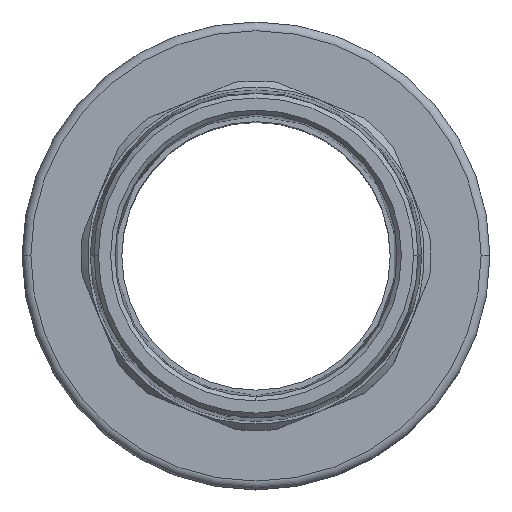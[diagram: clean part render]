
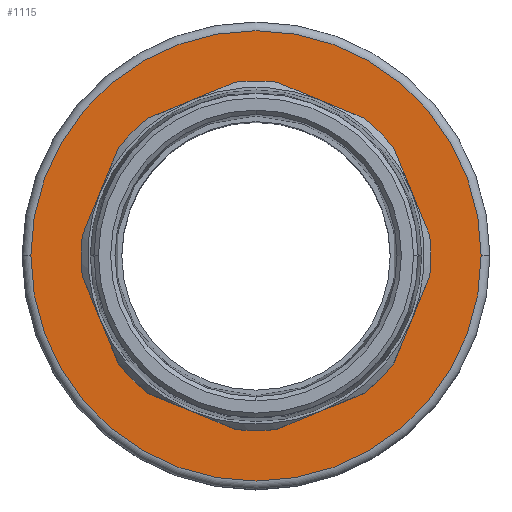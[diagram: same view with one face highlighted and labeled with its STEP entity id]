
A CAD part, top view. The second image highlights one B-rep face of the part: STEP entity #1115.
In plain terms, the highlighted planar face has unit normal (0, 0, 1).
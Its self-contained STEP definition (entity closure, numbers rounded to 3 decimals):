
#111=CARTESIAN_POINT('',(0.,0.,26.));
#112=DIRECTION('',(0.,0.,-1.));
#113=DIRECTION('',(0.993,0.118,0.));
#114=AXIS2_PLACEMENT_3D('',#111,#112,#113);
#124=CARTESIAN_POINT('',(0.,0.,26.));
#125=DIRECTION('',(0.,0.,-1.));
#126=DIRECTION('',(-0.993,-0.118,0.));
#127=AXIS2_PLACEMENT_3D('',#124,#125,#126);
#225=CARTESIAN_POINT('',(0.,0.,26.));
#226=DIRECTION('',(0.,0.,1.));
#227=DIRECTION('',(-1.,0.,0.));
#228=AXIS2_PLACEMENT_3D('',#225,#226,#227);
#230=CARTESIAN_POINT('',(0.,0.,26.));
#231=DIRECTION('',(0.,0.,-1.));
#232=DIRECTION('',(-1.,0.,0.));
#233=AXIS2_PLACEMENT_3D('',#230,#231,#232);
#235=CARTESIAN_POINT('',(0.,0.,26.));
#236=DIRECTION('',(0.,0.,-1.));
#237=DIRECTION('',(-0.619,-0.785,0.));
#238=AXIS2_PLACEMENT_3D('',#235,#236,#237);
#240=DIRECTION('',(-0.924,0.383,0.));
#241=VECTOR('',#240,21.703);
#242=CARTESIAN_POINT('',(-4.708,-39.722,26.));
#243=LINE('',#242,#241);
#244=CARTESIAN_POINT('',(0.,0.,26.));
#245=DIRECTION('',(0.,0.,-1.));
#246=DIRECTION('',(0.118,-0.993,0.));
#247=AXIS2_PLACEMENT_3D('',#244,#245,#246);
#249=DIRECTION('',(-0.924,-0.383,0.));
#250=VECTOR('',#249,21.703);
#251=CARTESIAN_POINT('',(24.759,-31.417,26.));
#252=LINE('',#251,#250);
#253=CARTESIAN_POINT('',(0.,0.,26.));
#254=DIRECTION('',(0.,0.,-1.));
#255=DIRECTION('',(0.785,-0.619,0.));
#256=AXIS2_PLACEMENT_3D('',#253,#254,#255);
#258=DIRECTION('',(-0.383,-0.924,0.));
#259=VECTOR('',#258,21.703);
#260=CARTESIAN_POINT('',(39.722,-4.708,26.));
#261=LINE('',#260,#259);
#262=DIRECTION('',(0.383,-0.924,0.));
#263=VECTOR('',#262,21.703);
#264=CARTESIAN_POINT('',(31.417,24.759,26.));
#265=LINE('',#264,#263);
#266=CARTESIAN_POINT('',(0.,0.,26.));
#267=DIRECTION('',(0.,0.,-1.));
#268=DIRECTION('',(0.619,0.785,0.));
#269=AXIS2_PLACEMENT_3D('',#266,#267,#268);
#271=DIRECTION('',(0.924,-0.383,0.));
#272=VECTOR('',#271,21.703);
#273=CARTESIAN_POINT('',(4.708,39.722,26.));
#274=LINE('',#273,#272);
#275=CARTESIAN_POINT('',(0.,0.,26.));
#276=DIRECTION('',(0.,0.,-1.));
#277=DIRECTION('',(-0.118,0.993,0.));
#278=AXIS2_PLACEMENT_3D('',#275,#276,#277);
#280=DIRECTION('',(0.924,0.383,0.));
#281=VECTOR('',#280,21.703);
#282=CARTESIAN_POINT('',(-24.759,31.417,26.));
#283=LINE('',#282,#281);
#284=CARTESIAN_POINT('',(0.,0.,26.));
#285=DIRECTION('',(0.,0.,-1.));
#286=DIRECTION('',(-0.785,0.619,0.));
#287=AXIS2_PLACEMENT_3D('',#284,#285,#286);
#289=DIRECTION('',(0.383,0.924,0.));
#290=VECTOR('',#289,21.703);
#291=CARTESIAN_POINT('',(-39.722,4.708,26.));
#292=LINE('',#291,#290);
#293=DIRECTION('',(-0.383,0.924,0.));
#294=VECTOR('',#293,21.703);
#295=CARTESIAN_POINT('',(-31.417,-24.759,26.));
#296=LINE('',#295,#294);
#601=CARTESIAN_POINT('',(24.759,-31.417,26.));
#602=CARTESIAN_POINT('',(4.708,-39.722,26.));
#603=VERTEX_POINT('',#601);
#604=VERTEX_POINT('',#602);
#605=CARTESIAN_POINT('',(39.722,-4.708,26.));
#606=CARTESIAN_POINT('',(31.417,-24.759,26.));
#607=VERTEX_POINT('',#605);
#608=VERTEX_POINT('',#606);
#609=CARTESIAN_POINT('',(31.417,24.759,26.));
#610=CARTESIAN_POINT('',(39.722,4.708,26.));
#611=VERTEX_POINT('',#609);
#612=VERTEX_POINT('',#610);
#613=CARTESIAN_POINT('',(4.708,39.722,26.));
#614=CARTESIAN_POINT('',(24.759,31.417,26.));
#615=VERTEX_POINT('',#613);
#616=VERTEX_POINT('',#614);
#617=CARTESIAN_POINT('',(-24.759,31.417,26.));
#618=CARTESIAN_POINT('',(-4.708,39.722,26.));
#619=VERTEX_POINT('',#617);
#620=VERTEX_POINT('',#618);
#621=CARTESIAN_POINT('',(-39.722,4.708,26.));
#622=CARTESIAN_POINT('',(-31.417,24.759,26.));
#623=VERTEX_POINT('',#621);
#624=VERTEX_POINT('',#622);
#625=CARTESIAN_POINT('',(-31.417,-24.759,26.));
#626=CARTESIAN_POINT('',(-39.722,-4.708,26.));
#627=VERTEX_POINT('',#625);
#628=VERTEX_POINT('',#626);
#629=CARTESIAN_POINT('',(-4.708,-39.722,26.));
#630=CARTESIAN_POINT('',(-24.759,-31.417,26.));
#631=VERTEX_POINT('',#629);
#632=VERTEX_POINT('',#630);
#709=CARTESIAN_POINT('',(-51.5,0.,26.));
#710=VERTEX_POINT('',#709);
#727=CARTESIAN_POINT('',(51.5,0.,26.));
#728=VERTEX_POINT('',#727);
#1079=CARTESIAN_POINT('',(0.,0.,26.));
#1080=DIRECTION('',(0.,0.,1.));
#1081=DIRECTION('',(1.,0.,0.));
#1082=AXIS2_PLACEMENT_3D('',#1079,#1080,#1081);
#1083=PLANE('',#1082);
#1085=ORIENTED_EDGE('',*,*,#1084,.F.);
#1087=ORIENTED_EDGE('',*,*,#1086,.T.);
#1088=EDGE_LOOP('',(#1085,#1087));
#1089=FACE_OUTER_BOUND('',#1088,.F.);
#1090=ORIENTED_EDGE('',*,*,#982,.F.);
#1092=ORIENTED_EDGE('',*,*,#1091,.F.);
#1093=ORIENTED_EDGE('',*,*,#997,.F.);
#1095=ORIENTED_EDGE('',*,*,#1094,.F.);
#1096=ORIENTED_EDGE('',*,*,#1013,.F.);
#1098=ORIENTED_EDGE('',*,*,#1097,.F.);
#1099=ORIENTED_EDGE('',*,*,#952,.F.);
#1100=ORIENTED_EDGE('',*,*,#1073,.F.);
#1101=ORIENTED_EDGE('',*,*,#1028,.F.);
#1103=ORIENTED_EDGE('',*,*,#1102,.F.);
#1104=ORIENTED_EDGE('',*,*,#1043,.F.);
#1106=ORIENTED_EDGE('',*,*,#1105,.F.);
#1107=ORIENTED_EDGE('',*,*,#1058,.F.);
#1109=ORIENTED_EDGE('',*,*,#1108,.F.);
#1110=ORIENTED_EDGE('',*,*,#967,.F.);
#1112=ORIENTED_EDGE('',*,*,#1111,.F.);
#1113=EDGE_LOOP('',(#1090,#1092,#1093,#1095,#1096,#1098,#1099,#1100,#1101,#1103,
#1104,#1106,#1107,#1109,#1110,#1112));
#1114=FACE_BOUND('',#1113,.F.);
#1115=ADVANCED_FACE('',(#1089,#1114),#1083,.T.);
#115=CIRCLE('',#114,40.);
#128=CIRCLE('',#127,40.);
#229=CIRCLE('',#228,51.5);
#234=CIRCLE('',#233,51.5);
#239=CIRCLE('',#238,40.);
#248=CIRCLE('',#247,40.);
#257=CIRCLE('',#256,40.);
#270=CIRCLE('',#269,40.);
#279=CIRCLE('',#278,40.);
#288=CIRCLE('',#287,40.);
#952=EDGE_CURVE('',#612,#607,#115,.T.);
#967=EDGE_CURVE('',#628,#623,#128,.T.);
#982=EDGE_CURVE('',#632,#627,#239,.T.);
#997=EDGE_CURVE('',#604,#631,#248,.T.);
#1013=EDGE_CURVE('',#608,#603,#257,.T.);
#1028=EDGE_CURVE('',#616,#611,#270,.T.);
#1043=EDGE_CURVE('',#620,#615,#279,.T.);
#1058=EDGE_CURVE('',#624,#619,#288,.T.);
#1073=EDGE_CURVE('',#611,#612,#265,.T.);
#1084=EDGE_CURVE('',#710,#728,#229,.T.);
#1086=EDGE_CURVE('',#710,#728,#234,.T.);
#1091=EDGE_CURVE('',#631,#632,#243,.T.);
#1094=EDGE_CURVE('',#603,#604,#252,.T.);
#1097=EDGE_CURVE('',#607,#608,#261,.T.);
#1102=EDGE_CURVE('',#615,#616,#274,.T.);
#1105=EDGE_CURVE('',#619,#620,#283,.T.);
#1108=EDGE_CURVE('',#623,#624,#292,.T.);
#1111=EDGE_CURVE('',#627,#628,#296,.T.);
